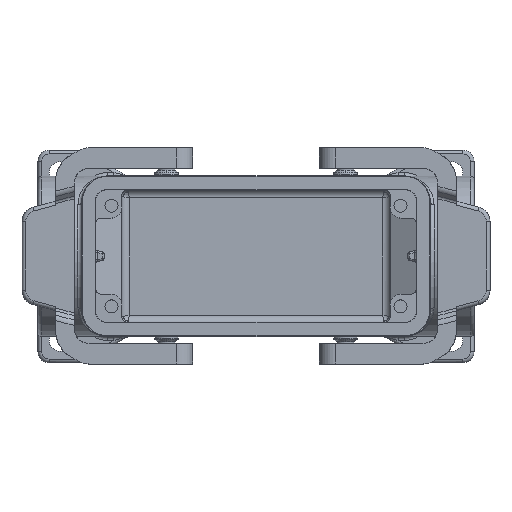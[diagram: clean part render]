
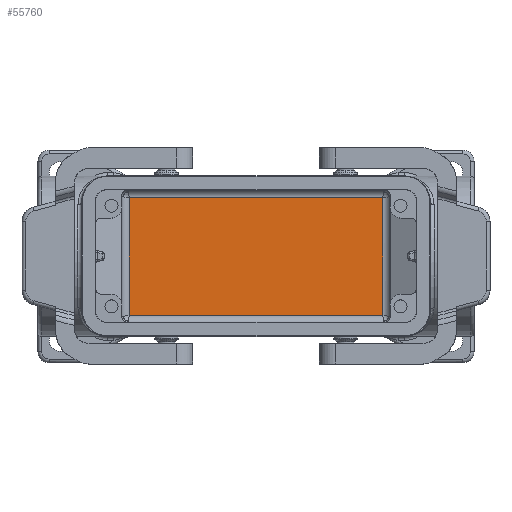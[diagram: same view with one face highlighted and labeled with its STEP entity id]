
A CAD part, top view. The second image highlights one B-rep face of the part: STEP entity #55760.
In plain terms, the highlighted planar face has unit normal (0, 0, 1).
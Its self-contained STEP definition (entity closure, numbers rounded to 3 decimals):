
#55370=CARTESIAN_POINT('',(97.269,40.205,3.));
#55380=DIRECTION('',(0.,0.,1.));
#55390=DIRECTION('',(-1.,0.,0.));
#55400=AXIS2_PLACEMENT_3D('',#55370,#55380,#55390);
#55410=PLANE('',#55400);
#55420=CARTESIAN_POINT('',(107.569,0.,
3.));
#55430=DIRECTION('',(0.,1.,0.));
#55440=VECTOR('',#55430,1.);
#55450=LINE('',#55420,#55440);
#55460=CARTESIAN_POINT('',(107.569,24.455,3.)
);
#55470=VERTEX_POINT('',#55460);
#55480=CARTESIAN_POINT('',(107.569,55.955,3.)
);
#55490=VERTEX_POINT('',#55480);
#55500=EDGE_CURVE('',#55470,#55490,#55450,.T.);
#55510=ORIENTED_EDGE('',*,*,#55500,.T.);
#55520=CARTESIAN_POINT('',(0.,24.455,3.));
#55530=DIRECTION('',(1.,0.,0.));
#55540=VECTOR('',#55530,1.);
#55550=LINE('',#55520,#55540);
#55560=CARTESIAN_POINT('',(39.569,24.455,3.))
;
#55570=VERTEX_POINT('',#55560);
#55580=EDGE_CURVE('',#55570,#55470,#55550,.T.);
#55590=ORIENTED_EDGE('',*,*,#55580,.T.);
#55600=CARTESIAN_POINT('',(39.569,0.,
3.));
#55610=DIRECTION('',(0.,1.,0.));
#55620=VECTOR('',#55610,1.);
#55630=LINE('',#55600,#55620);
#55640=CARTESIAN_POINT('',(39.569,55.955,3.));
#55650=VERTEX_POINT('',#55640);
#55660=EDGE_CURVE('',#55570,#55650,#55630,.T.);
#55670=ORIENTED_EDGE('',*,*,#55660,.F.);
#55680=CARTESIAN_POINT('',(0.,55.955,3.));
#55690=DIRECTION('',(-1.,0.,0.));
#55700=VECTOR('',#55690,1.);
#55710=LINE('',#55680,#55700);
#55720=EDGE_CURVE('',#55490,#55650,#55710,.T.);
#55730=ORIENTED_EDGE('',*,*,#55720,.T.);
#55740=EDGE_LOOP('',(#55730,#55670,#55590,#55510));
#55750=FACE_OUTER_BOUND('',#55740,.T.);
#55760=ADVANCED_FACE('',(#55750),#55410,.T.);
